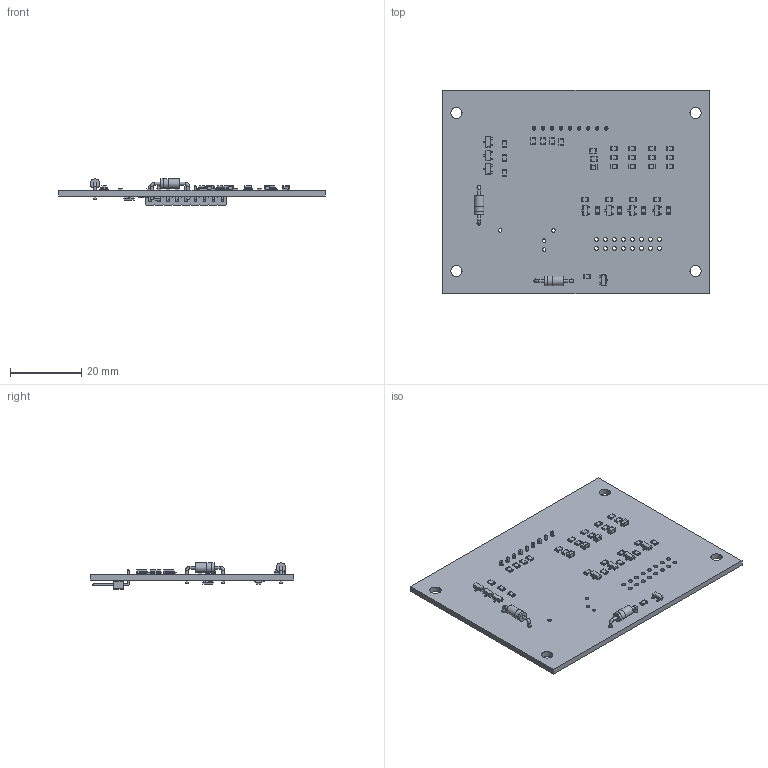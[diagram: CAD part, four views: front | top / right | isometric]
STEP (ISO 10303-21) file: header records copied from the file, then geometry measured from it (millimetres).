
FILE_DESCRIPTION(('KiCad electronic assembly'),'2;1');
FILE_NAME('Pufferfish-Interface-2.stp','2020-07-16T15:02:02',( 'An Author'),('A Company'),'Open CASCADE STEP processor 6.9', 'KiCad to STEP converter','Unknown');
FILE_SCHEMA(('AUTOMOTIVE_DESIGN { 1 0 10303 214 1 1 1 1 }'));
Length unit declared in the file: millimetre
Products named in the file (12): Open CASCADE STEP translator 6.9 1; C_0805_2012Metric; SOLID; D_DO-41_SOD81_P10.16mm_Horizontal; PinHeader_1x09_P2.54mm_Horizontal; SOT-23; R_0805_2012Metric; COMPOUND
Assembly tree (52 placements, depth 3):
  Open CASCADE STEP translator 6.9 1
    C_0805_2012Metric  x5
      SOLID
    D_DO-41_SOD81_P10.16mm_Horizontal  x2
      SOLID
    PinHeader_1x09_P2.54mm_Horizontal
      SOLID
    SOT-23  x10
      SOLID
    R_0805_2012Metric  x28
      SOLID
    COMPOUND
Bounding box: 74.93 x 57.15 x 7.45 mm (x, y, z)
Volume: 7098.2 mm3; surface area: 10273 mm2
Topology: 47 solids, 47 shells, 1948 faces, 4842 edges, 3024 vertices
Faces by surface type: plane 1210, cylinder 464, bspline 270, torus 4
Full cylindrical faces by diameter (mm): 0.8 x8, 1 x13, 1.1 x4, 1.15 x16, 2.7 x4, 2.72 x2, 3.175 x4
Entity records: 30361 total; most frequent: CARTESIAN_POINT 5295, DIRECTION 4126, LINE 2802, VECTOR 2802, ORIENTED_EDGE 2150, PCURVE 2150, DEFINITIONAL_REPRESENTATION 2150, EDGE_CURVE 1075
